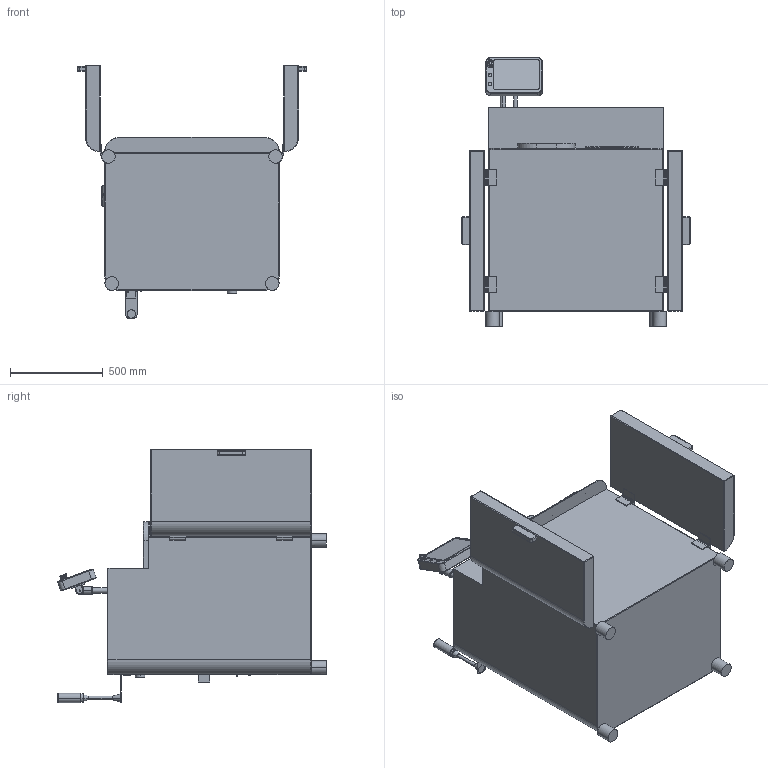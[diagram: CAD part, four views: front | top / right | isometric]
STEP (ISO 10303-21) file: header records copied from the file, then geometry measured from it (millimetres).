
FILE_DESCRIPTION((''),'2;1');
FILE_NAME('A-TSD_ENVELOPE_ASM','2025-08-20T10:25:00',('bwaterworth'),(''),'CREO PARAMETRIC BY PTC INC, 2020354','CREO PARAMETRIC BY PTC INC, 2020354','');
FILE_SCHEMA(('CONFIG_CONTROL_DESIGN'));
Length unit declared in the file: inch
Products named in the file (4): A-TSD_ENVELOPE; A-TSD_DOOR; A-TSD_DISPLAY; A-TSD_ENVELOPE_ASM
Assembly tree (4 placements, depth 2):
  A-TSD_ENVELOPE_ASM
    A-TSD_ENVELOPE
    A-TSD_DOOR  x2
    A-TSD_DISPLAY
Bounding box: 1233.8 x 1447.52 x 1365.52 mm (x, y, z)
Volume: 785176266.8 mm3; surface area: 7585640.5 mm2
Topology: 4 solids, 4 shells, 424 faces, 1021 edges, 630 vertices
Faces by surface type: cylinder 184, plane 164, torus 52, sphere 16, cone 8
Entity records: 10835 total; most frequent: DIRECTION 1975, CARTESIAN_POINT 1961, ORIENTED_EDGE 1756, EDGE_CURVE 878, AXIS2_PLACEMENT_3D 752, VERTEX_POINT 544, VECTOR 471, LINE 471
